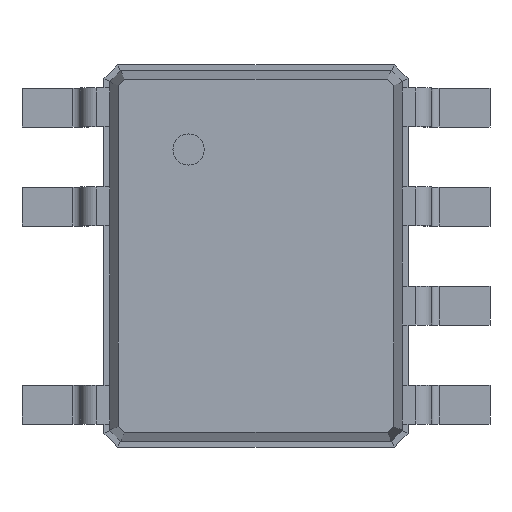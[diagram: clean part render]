
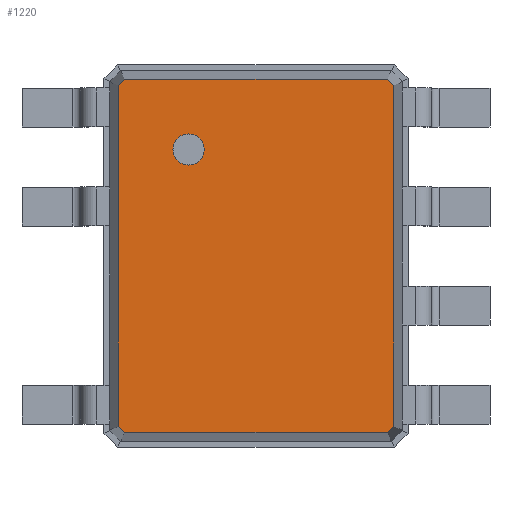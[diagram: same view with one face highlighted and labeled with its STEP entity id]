
A CAD part, top view. The second image highlights one B-rep face of the part: STEP entity #1220.
In plain terms, the highlighted planar face has unit normal (0, 0, 1).
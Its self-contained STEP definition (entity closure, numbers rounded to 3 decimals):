
#13=DIRECTION('',(0.,0.,1.));
#27=VECTOR('',#28,1.);
#28=DIRECTION('',(0.,-1.,0.));
#49=DIRECTION('',(0.,1.,0.));
#59=VECTOR('',#60,1.);
#60=DIRECTION('',(1.,0.,0.));
#134=VECTOR('',#135,1.);
#135=DIRECTION('',(-1.,0.,0.));
#310=DIRECTION('',(0.,0.,-1.));
#394=VECTOR('',#395,1.);
#395=DIRECTION('',(0.707,-0.707,0.));
#401=VECTOR('',#402,1.);
#402=DIRECTION('',(-0.707,-0.707,0.));
#413=VECTOR('',#414,1.);
#414=DIRECTION('',(-0.707,0.707,0.));
#420=VECTOR('',#49,1.);
#424=VECTOR('',#425,1.);
#425=DIRECTION('',(0.707,0.707,0.));
#633=VERTEX_POINT('',#634);
#634=CARTESIAN_POINT('',(1.764,-2.182,1.6));
#637=EDGE_CURVE('',#638,#633,#640,.T.);
#638=VERTEX_POINT('',#639);
#639=CARTESIAN_POINT('',(1.764,2.182,1.6));
#640=LINE('',#639,#27);
#1212=EDGE_CURVE('',#1213,#638,#1215,.T.);
#1213=VERTEX_POINT('',#1214);
#1214=CARTESIAN_POINT('',(1.682,2.264,1.6));
#1215=LINE('',#1214,#394);
#1220=ADVANCED_FACE('',(#1221,#1253),#1262,.F.);
#1221=FACE_BOUND('',#1222,.F.);
#1222=EDGE_LOOP('',(#1223,#1228,#1229,#1230,#1235,#1240,#1245,#1250));
#1223=ORIENTED_EDGE('',*,*,#1224,.T.);
#1224=EDGE_CURVE('',#1225,#1213,#1227,.T.);
#1225=VERTEX_POINT('',#1226);
#1226=CARTESIAN_POINT('',(-1.682,2.264,1.6));
#1227=LINE('',#1226,#59);
#1228=ORIENTED_EDGE('',*,*,#1212,.T.);
#1229=ORIENTED_EDGE('',*,*,#637,.T.);
#1230=ORIENTED_EDGE('',*,*,#1231,.T.);
#1231=EDGE_CURVE('',#633,#1232,#1234,.T.);
#1232=VERTEX_POINT('',#1233);
#1233=CARTESIAN_POINT('',(1.682,-2.264,1.6));
#1234=LINE('',#634,#401);
#1235=ORIENTED_EDGE('',*,*,#1236,.T.);
#1236=EDGE_CURVE('',#1232,#1237,#1239,.T.);
#1237=VERTEX_POINT('',#1238);
#1238=CARTESIAN_POINT('',(-1.682,-2.264,1.6));
#1239=LINE('',#1233,#134);
#1240=ORIENTED_EDGE('',*,*,#1241,.T.);
#1241=EDGE_CURVE('',#1237,#1242,#1244,.T.);
#1242=VERTEX_POINT('',#1243);
#1243=CARTESIAN_POINT('',(-1.764,-2.182,1.6));
#1244=LINE('',#1238,#413);
#1245=ORIENTED_EDGE('',*,*,#1246,.T.);
#1246=EDGE_CURVE('',#1242,#1247,#1249,.T.);
#1247=VERTEX_POINT('',#1248);
#1248=CARTESIAN_POINT('',(-1.764,2.182,1.6));
#1249=LINE('',#1243,#420);
#1250=ORIENTED_EDGE('',*,*,#1251,.T.);
#1251=EDGE_CURVE('',#1247,#1225,#1252,.T.);
#1252=LINE('',#1248,#424);
#1253=FACE_BOUND('',#1254,.F.);
#1254=EDGE_LOOP('',(#1255));
#1255=ORIENTED_EDGE('',*,*,#1256,.T.);
#1256=EDGE_CURVE('',#1257,#1257,#1259,.T.);
#1257=VERTEX_POINT('',#1258);
#1258=CARTESIAN_POINT('',(-0.864,1.164,1.6));
#1259=CIRCLE('',#1260,0.2);
#1260=AXIS2_PLACEMENT_3D('',#1261,#13,#28);
#1261=CARTESIAN_POINT('',(-0.864,1.364,1.6));
#1262=PLANE('',#1263);
#1263=AXIS2_PLACEMENT_3D('',#1226,#310,#1264);
#1264=DIRECTION('',(0.596,-0.803,0.));
